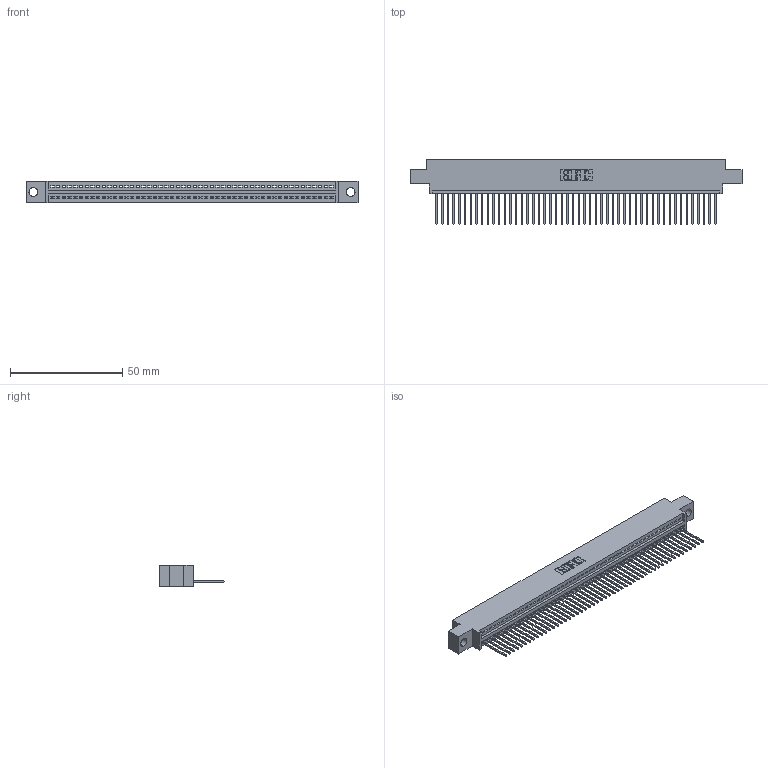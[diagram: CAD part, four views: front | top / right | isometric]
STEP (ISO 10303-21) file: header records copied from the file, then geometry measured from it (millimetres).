
FILE_DESCRIPTION (( 'STEP AP203' ), '1' );
FILE_NAME ('395-050-540-604.STEP', '2021-05-31T15:21:49', ( '' ), ( '' ), 'SwSTEP 2.0', 'SolidWorks 2020', '' );
FILE_SCHEMA (( 'CONFIG_CONTROL_DESIGN' ));
Length unit declared in the file: inch
Products named in the file (3): 395-050-540-604; 345-292-001_345-293-140; 345 Part_0.170 Offset - 0.156 Dia-TI
Assembly tree (51 placements, depth 2):
  395-050-540-604
    345 Part_0.170 Offset - 0.156 Dia-TI
    345-292-001_345-293-140  x50
Bounding box: 148.21 x 29.13 x 9.4 mm (x, y, z)
Volume: 13990.9 mm3; surface area: 19157.6 mm2
Topology: 51 solids, 51 shells, 3044 faces, 9189 edges, 6058 vertices
Faces by surface type: plane 2098, cylinder 946
Entity records: 37123 total; most frequent: CARTESIAN_POINT 6440, ORIENTED_EDGE 6422, DIRECTION 5611, EDGE_CURVE 3211, VECTOR 2879, LINE 2879, VERTEX_POINT 2138, AXIS2_PLACEMENT_3D 1366
